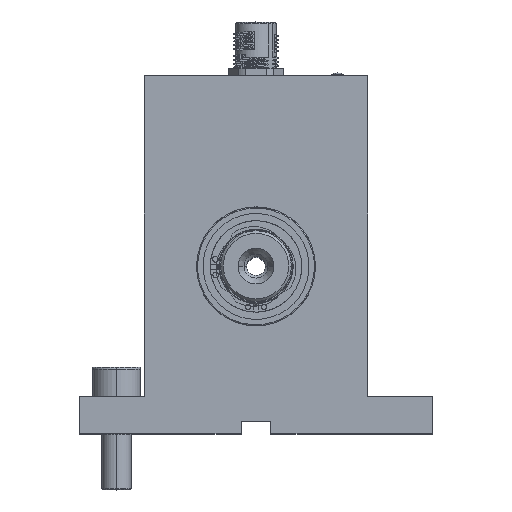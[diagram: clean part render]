
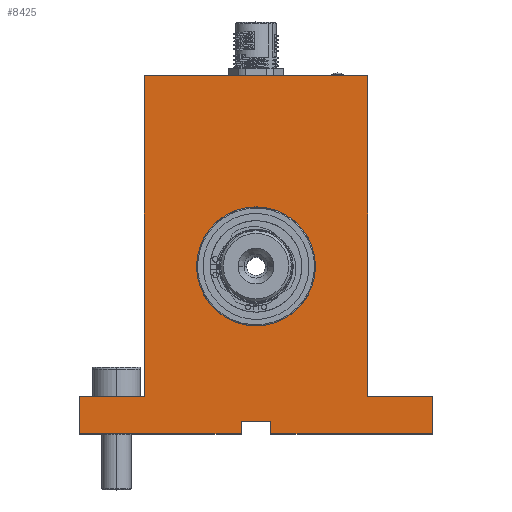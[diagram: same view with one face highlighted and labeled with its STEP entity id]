
A CAD part, top view. The second image highlights one B-rep face of the part: STEP entity #8425.
In plain terms, the highlighted planar face has unit normal (0, 0, 1).
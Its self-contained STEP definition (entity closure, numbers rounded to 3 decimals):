
#565 = EDGE_LOOP ( 'NONE', ( #2953, #22161 ) ) ;
#857 = VERTEX_POINT ( 'NONE', #16113 ) ;
#1035 = CARTESIAN_POINT ( 'NONE',  ( 30., 96.3, 80. ) ) ;
#1477 = ORIENTED_EDGE ( 'NONE', *, *, #8069, .T. ) ;
#1697 = DIRECTION ( 'NONE',  ( 0., -1., 0. ) ) ;
#2228 = CIRCLE ( 'NONE', #18510, 16. ) ;
#2307 = ORIENTED_EDGE ( 'NONE', *, *, #25917, .T. ) ;
#2697 = EDGE_LOOP ( 'NONE', ( #20218, #2307, #1477, #11471, #9349, #23929, #27038, #19142, #15770, #5145, #23329, #17395 ) ) ;
#2808 = EDGE_CURVE ( 'NONE', #15356, #5453, #18965, .T. ) ;
#2953 = ORIENTED_EDGE ( 'NONE', *, *, #9304, .T. ) ;
#3191 = CARTESIAN_POINT ( 'NONE',  ( -4., 0., 80. ) ) ;
#3263 = DIRECTION ( 'NONE',  ( -1., 0., 0. ) ) ;
#3365 = EDGE_CURVE ( 'NONE', #21463, #4471, #26542, .T. ) ;
#3547 = CARTESIAN_POINT ( 'NONE',  ( 4., 0., 80. ) ) ;
#3607 = DIRECTION ( 'NONE',  ( 1., 0., 0. ) ) ;
#4106 = AXIS2_PLACEMENT_3D ( 'NONE', #5354, #14243, #23091 ) ;
#4348 = VERTEX_POINT ( 'NONE', #4996 ) ;
#4471 = VERTEX_POINT ( 'NONE', #10217 ) ;
#4996 = CARTESIAN_POINT ( 'NONE',  ( 47.5, 10., 80. ) ) ;
#5027 = VECTOR ( 'NONE', #6671, 1000. ) ;
#5145 = ORIENTED_EDGE ( 'NONE', *, *, #5574, .T. ) ;
#5206 = CARTESIAN_POINT ( 'NONE',  ( 47.5, 0., 80. ) ) ;
#5354 = CARTESIAN_POINT ( 'NONE',  ( 0., 0., 80. ) ) ;
#5380 = CARTESIAN_POINT ( 'NONE',  ( -30., 96.3, 80. ) ) ;
#5425 = VERTEX_POINT ( 'NONE', #22355 ) ;
#5432 = CARTESIAN_POINT ( 'NONE',  ( 0., 45., 80. ) ) ;
#5453 = VERTEX_POINT ( 'NONE', #26855 ) ;
#5574 = EDGE_CURVE ( 'NONE', #17068, #14475, #20990, .T. ) ;
#5888 = VECTOR ( 'NONE', #12093, 1000. ) ;
#6245 = VECTOR ( 'NONE', #1697, 1000. ) ;
#6399 = CARTESIAN_POINT ( 'NONE',  ( 0., 45., 80. ) ) ;
#6671 = DIRECTION ( 'NONE',  ( 0., -1., 0. ) ) ;
#7125 = DIRECTION ( 'NONE',  ( 0., 1., 0. ) ) ;
#7538 = FACE_BOUND ( 'NONE', #565, .T. ) ;
#7717 = CARTESIAN_POINT ( 'NONE',  ( 47.5, 0., 80. ) ) ;
#7909 = DIRECTION ( 'NONE',  ( -1., 0., 0. ) ) ;
#8069 = EDGE_CURVE ( 'NONE', #857, #25953, #23129, .T. ) ;
#8085 = EDGE_CURVE ( 'NONE', #27103, #4348, #27622, .T. ) ;
#8425 = ADVANCED_FACE ( 'NONE', ( #7538, #16439 ), #25275, .T. ) ;
#8558 = CARTESIAN_POINT ( 'NONE',  ( -4., 3.3, 80. ) ) ;
#9304 = EDGE_CURVE ( 'NONE', #4471, #21463, #2228, .T. ) ;
#9349 = ORIENTED_EDGE ( 'NONE', *, *, #19966, .T. ) ;
#9869 = EDGE_CURVE ( 'NONE', #18689, #17068, #18192, .T. ) ;
#9927 = DIRECTION ( 'NONE',  ( -1., 0., 0. ) ) ;
#9968 = VECTOR ( 'NONE', #17446, 1000. ) ;
#9977 = VECTOR ( 'NONE', #7125, 1000. ) ;
#10217 = CARTESIAN_POINT ( 'NONE',  ( 0., 61., 80. ) ) ;
#10969 = CARTESIAN_POINT ( 'NONE',  ( 4., 3.3, 80. ) ) ;
#11085 = CARTESIAN_POINT ( 'NONE',  ( 0., 29., 80. ) ) ;
#11471 = ORIENTED_EDGE ( 'NONE', *, *, #16501, .T. ) ;
#12093 = DIRECTION ( 'NONE',  ( 0., 1., 0. ) ) ;
#12117 = CARTESIAN_POINT ( 'NONE',  ( 30., 10., 80. ) ) ;
#12432 = DIRECTION ( 'NONE',  ( 1., 0., 0. ) ) ;
#12535 = VECTOR ( 'NONE', #3263, 1000. ) ;
#12780 = LINE ( 'NONE', #21642, #6245 ) ;
#13335 = VECTOR ( 'NONE', #16609, 1000. ) ;
#14243 = DIRECTION ( 'NONE',  ( 0., 0., 1. ) ) ;
#14322 = DIRECTION ( 'NONE',  ( 0., 0., -1. ) ) ;
#14339 = LINE ( 'NONE', #23201, #12535 ) ;
#14475 = VERTEX_POINT ( 'NONE', #5380 ) ;
#14690 = LINE ( 'NONE', #23549, #22687 ) ;
#14919 = VERTEX_POINT ( 'NONE', #21624 ) ;
#15300 = DIRECTION ( 'NONE',  ( 0., 0., -1. ) ) ;
#15356 = VERTEX_POINT ( 'NONE', #16019 ) ;
#15770 = ORIENTED_EDGE ( 'NONE', *, *, #9869, .T. ) ;
#16019 = CARTESIAN_POINT ( 'NONE',  ( -30., 10., 80. ) ) ;
#16113 = CARTESIAN_POINT ( 'NONE',  ( -4., 0., 80. ) ) ;
#16439 = FACE_OUTER_BOUND ( 'NONE', #2697, .T. ) ;
#16462 = EDGE_CURVE ( 'NONE', #14475, #15356, #12780, .T. ) ;
#16501 = EDGE_CURVE ( 'NONE', #25953, #19134, #28440, .T. ) ;
#16609 = DIRECTION ( 'NONE',  ( 0., 1., 0. ) ) ;
#16811 = CARTESIAN_POINT ( 'NONE',  ( 30., 96.3, 80. ) ) ;
#17068 = VERTEX_POINT ( 'NONE', #16811 ) ;
#17395 = ORIENTED_EDGE ( 'NONE', *, *, #2808, .T. ) ;
#17446 = DIRECTION ( 'NONE',  ( 1., 0., 0. ) ) ;
#17537 = VECTOR ( 'NONE', #19844, 1000. ) ;
#17739 = LINE ( 'NONE', #26602, #5027 ) ;
#18192 = LINE ( 'NONE', #27046, #9977 ) ;
#18510 = AXIS2_PLACEMENT_3D ( 'NONE', #5432, #14322, #23184 ) ;
#18689 = VERTEX_POINT ( 'NONE', #12117 ) ;
#18965 = LINE ( 'NONE', #27811, #23258 ) ;
#19134 = VERTEX_POINT ( 'NONE', #26010 ) ;
#19142 = ORIENTED_EDGE ( 'NONE', *, *, #27573, .T. ) ;
#19250 = EDGE_CURVE ( 'NONE', #5453, #14919, #17739, .T. ) ;
#19844 = DIRECTION ( 'NONE',  ( 0., -1., 0. ) ) ;
#19966 = EDGE_CURVE ( 'NONE', #19134, #5425, #24204, .T. ) ;
#20218 = ORIENTED_EDGE ( 'NONE', *, *, #19250, .T. ) ;
#20990 = LINE ( 'NONE', #1035, #21600 ) ;
#21463 = VERTEX_POINT ( 'NONE', #11085 ) ;
#21512 = CARTESIAN_POINT ( 'NONE',  ( -4., 3.3, 80. ) ) ;
#21600 = VECTOR ( 'NONE', #9927, 1000. ) ;
#21624 = CARTESIAN_POINT ( 'NONE',  ( -47.5, 0., 80. ) ) ;
#21642 = CARTESIAN_POINT ( 'NONE',  ( -30., 96.3, 80. ) ) ;
#22161 = ORIENTED_EDGE ( 'NONE', *, *, #3365, .T. ) ;
#22246 = VECTOR ( 'NONE', #12432, 1000. ) ;
#22355 = CARTESIAN_POINT ( 'NONE',  ( 4., 0., 80. ) ) ;
#22687 = VECTOR ( 'NONE', #3607, 1000. ) ;
#23091 = DIRECTION ( 'NONE',  ( 1., 0., 0. ) ) ;
#23129 = LINE ( 'NONE', #3191, #5888 ) ;
#23184 = DIRECTION ( 'NONE',  ( 0., 1., 0. ) ) ;
#23201 = CARTESIAN_POINT ( 'NONE',  ( 47.5, 10., 80. ) ) ;
#23258 = VECTOR ( 'NONE', #7909, 1000. ) ;
#23329 = ORIENTED_EDGE ( 'NONE', *, *, #16462, .T. ) ;
#23485 = LINE ( 'NONE', #3547, #22246 ) ;
#23549 = CARTESIAN_POINT ( 'NONE',  ( -47.5, 0., 80. ) ) ;
#23929 = ORIENTED_EDGE ( 'NONE', *, *, #26659, .T. ) ;
#24149 = DIRECTION ( 'NONE',  ( 0., 1., 0. ) ) ;
#24204 = LINE ( 'NONE', #10969, #17537 ) ;
#25275 = PLANE ( 'NONE',  #4106 ) ;
#25917 = EDGE_CURVE ( 'NONE', #14919, #857, #14690, .T. ) ;
#25953 = VERTEX_POINT ( 'NONE', #21512 ) ;
#26010 = CARTESIAN_POINT ( 'NONE',  ( 4., 3.3, 80. ) ) ;
#26542 = CIRCLE ( 'NONE', #26573, 16. ) ;
#26573 = AXIS2_PLACEMENT_3D ( 'NONE', #6399, #15300, #24149 ) ;
#26602 = CARTESIAN_POINT ( 'NONE',  ( -47.5, 10., 80. ) ) ;
#26659 = EDGE_CURVE ( 'NONE', #5425, #27103, #23485, .T. ) ;
#26855 = CARTESIAN_POINT ( 'NONE',  ( -47.5, 10., 80. ) ) ;
#27038 = ORIENTED_EDGE ( 'NONE', *, *, #8085, .T. ) ;
#27046 = CARTESIAN_POINT ( 'NONE',  ( 30., 10., 80. ) ) ;
#27103 = VERTEX_POINT ( 'NONE', #5206 ) ;
#27573 = EDGE_CURVE ( 'NONE', #4348, #18689, #14339, .T. ) ;
#27622 = LINE ( 'NONE', #7717, #13335 ) ;
#27811 = CARTESIAN_POINT ( 'NONE',  ( -30., 10., 80. ) ) ;
#28440 = LINE ( 'NONE', #8558, #9968 ) ;
